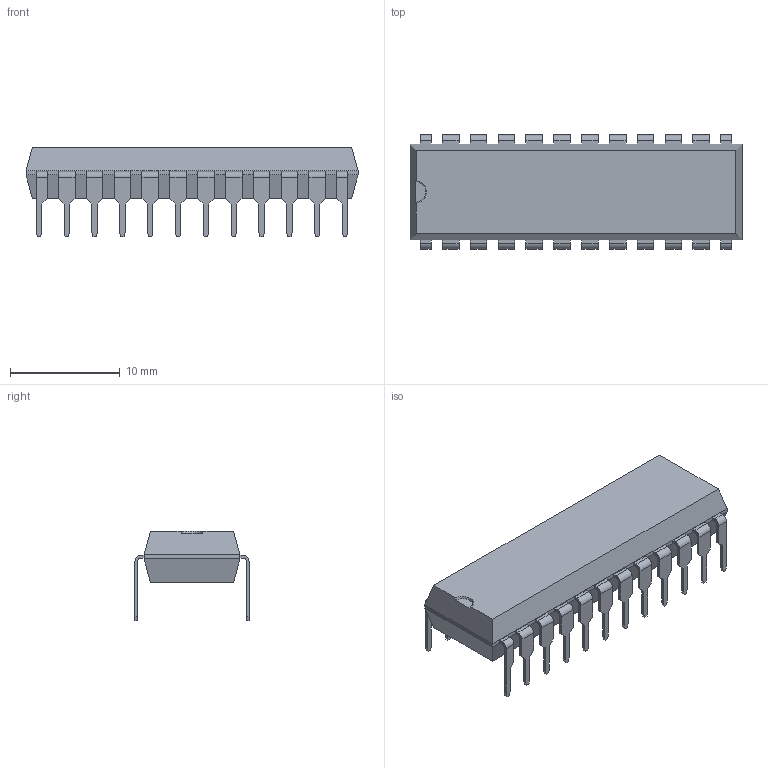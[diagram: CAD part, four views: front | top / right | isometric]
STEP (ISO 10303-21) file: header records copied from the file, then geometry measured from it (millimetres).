
FILE_DESCRIPTION(('STEP AP214'), '1');
FILE_NAME('DIP_package', '2018-05-09T12:52:46', ('Egor'), (''), 'ASCON STEP Converter 1.3', 'ASCON Math Kernel', '');
FILE_SCHEMA(('AUTOMOTIVE_DESIGN { 1 0 10303 214 3 1 1}'));
Length unit declared in the file: millimetre
Bounding box: 30.3 x 10.41 x 8.2 mm (x, y, z)
Volume: 1184.8 mm3; surface area: 1174.9 mm2
Topology: 1 solids, 1 shells, 368 faces, 1018 edges, 676 vertices
Faces by surface type: plane 319, cylinder 48, cone 1
Entity records: 14570 total; most frequent: CARTESIAN_POINT 2073, ORIENTED_EDGE 2036, DIRECTION 1852, EDGE_CURVE 1018, LINE 918, VECTOR 918, VERTEX_POINT 676, AXIS2_PLACEMENT_3D 467
